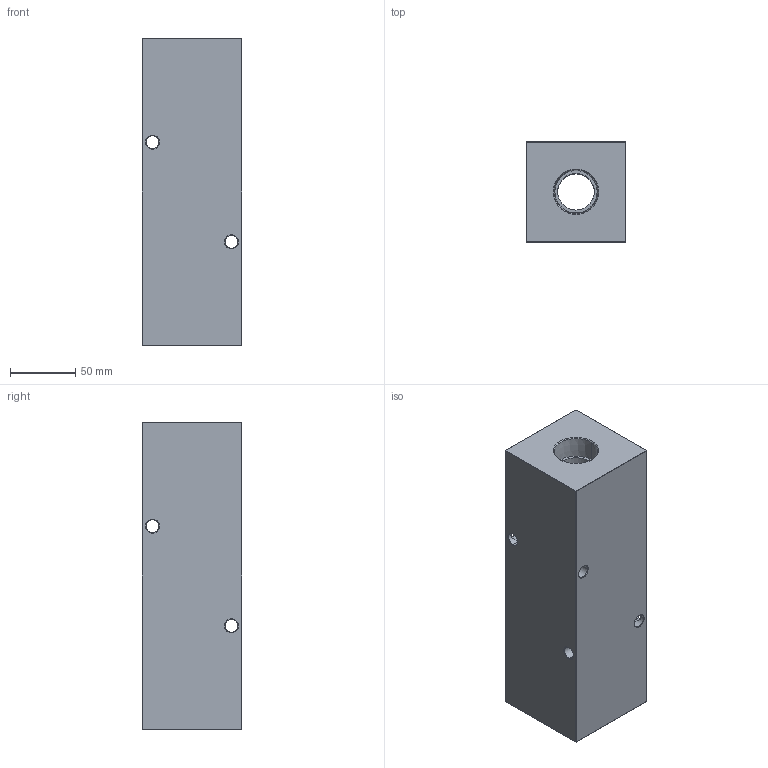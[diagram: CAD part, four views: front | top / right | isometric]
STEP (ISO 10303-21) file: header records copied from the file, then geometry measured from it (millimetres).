
FILE_DESCRIPTION (( 'STEP AP203' ), '1' );
FILE_NAME ('HM-3-90-P-16-8.STEP', '2020-10-30T16:42:43', ( '' ), ( '' ), 'SwSTEP 2.0', 'SolidWorks 2019', '' );
FILE_SCHEMA (( 'CONFIG_CONTROL_DESIGN' ));
Length unit declared in the file: inch
Products named in the file (1): HM-3-90-P-16-8
Bounding box: 76.2 x 76.2 x 234.95 mm (x, y, z)
Volume: 1144867 mm3; surface area: 117075.2 mm2
Topology: 1 solids, 1 shells, 518 faces, 1343 edges, 876 vertices
Faces by surface type: plane 244, bspline 208, cone 36, cylinder 30
Entity records: 26390 total; most frequent: CARTESIAN_POINT 15034, ORIENTED_EDGE 2686, DIRECTION 1609, EDGE_CURVE 1343, VERTEX_POINT 876, VECTOR 811, LINE 811, EDGE_LOOP 593
